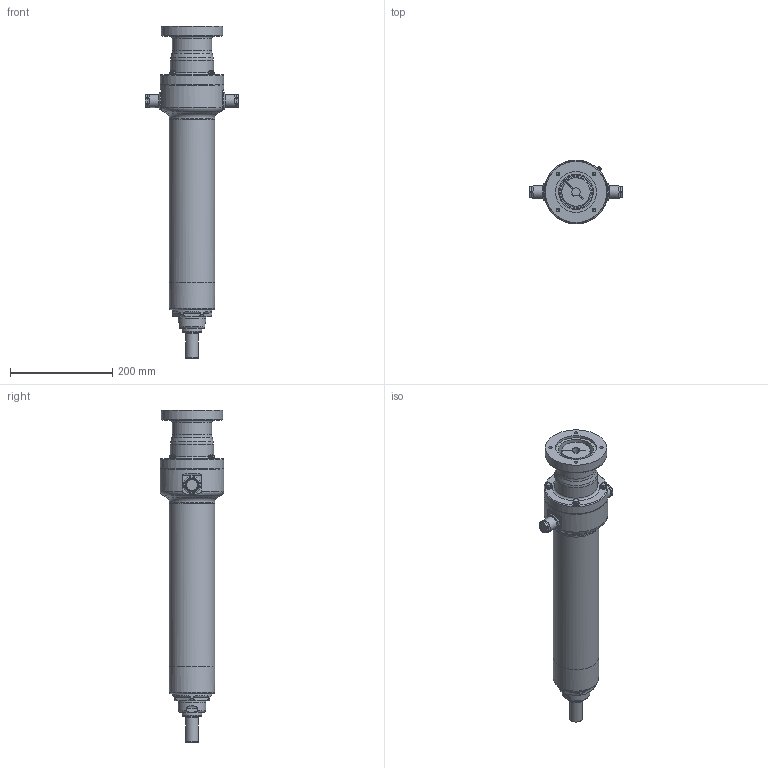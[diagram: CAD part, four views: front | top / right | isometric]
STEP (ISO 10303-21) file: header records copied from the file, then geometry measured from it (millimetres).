
FILE_DESCRIPTION (( 'STEP AP203' ), '1' );
FILE_NAME ('RS-479360-1.step', '2025-01-20T16:41:29', ( '' ), ( '' ), 'SwSTEP 2.0', 'SolidWorks 2024', '' );
FILE_SCHEMA (( 'CONFIG_CONTROL_DESIGN' ));
Length unit declared in the file: inch
Products named in the file (5): RS-479360-1; tempJoin4_21309061_RS-479360-1; 21309036_RS-479360-1; Base_RS-479360-1; tempJoin5_21309007_RS-479360-1
Assembly tree (4 placements, depth 2):
  RS-479360-1
    tempJoin5_21309007_RS-479360-1
    tempJoin4_21309061_RS-479360-1
    21309036_RS-479360-1
    Base_RS-479360-1
Bounding box: 182.15 x 125 x 649.37 mm (x, y, z)
Volume: 3491186.8 mm3; surface area: 483649.6 mm2
Topology: 5 solids, 21 shells, 892 faces, 2113 edges, 1296 vertices
Faces by surface type: cylinder 292, plane 206, bspline 192, torus 149, cone 47, sphere 6
Full cylindrical faces by diameter (mm): 4.2 x1, 4.978 x8, 5 x10, 6.35 x1, 6.528 x2, 6.756 x4, 7.937 x1, 7.938 x2, 7.949 x1, 8 x1, 8.738 x2, 11.1 x2, 12.7 x2, 16.51 x1, 19.05 x2, 22.606 x1, 23.5 x2, 23.75 x1, 24 x4, 24.613 x1, 24.666 x1, 24.8 x1, 25.397 x2, 25.4 x1, 27 x1, 29.972 x1, 30.378 x2, 33.782 x2, 38.197 x1, 38.76 x1
Entity records: 35160 total; most frequent: CARTESIAN_POINT 16489, ORIENTED_EDGE 3688, DIRECTION 3607, EDGE_CURVE 1844, AXIS2_PLACEMENT_3D 1572, VERTEX_POINT 1216, EDGE_LOOP 1146, FACE_OUTER_BOUND 1039
